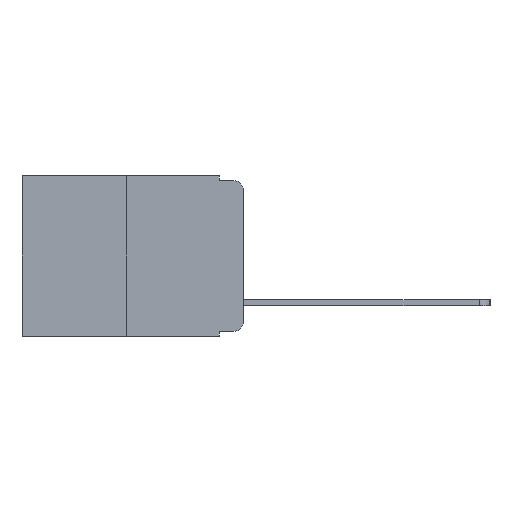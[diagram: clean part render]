
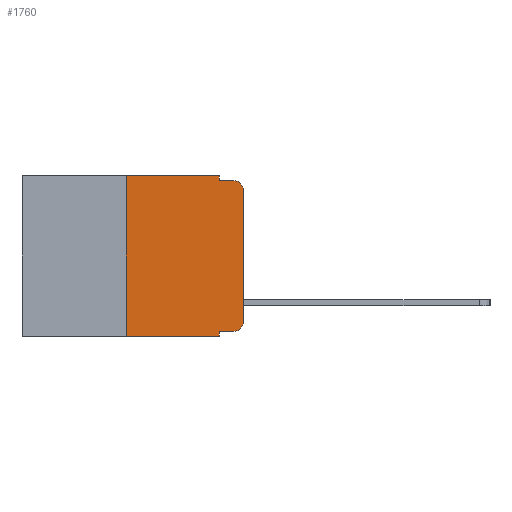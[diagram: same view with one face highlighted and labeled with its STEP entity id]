
A CAD part, left-side view. The second image highlights one B-rep face of the part: STEP entity #1760.
In plain terms, the highlighted planar face has unit normal (-1, 0, 0).
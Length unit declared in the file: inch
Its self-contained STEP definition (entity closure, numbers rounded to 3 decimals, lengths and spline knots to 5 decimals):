
#829 = ORIENTED_EDGE ( 'NONE', *, *, #11892, .T. ) ;
#1021 = CARTESIAN_POINT ( 'NONE',  ( 0., 0., -0.03 ) ) ;
#1278 = CARTESIAN_POINT ( 'NONE',  ( 0., 0.02, -0.333 ) ) ;
#1517 = VECTOR ( 'NONE', #8061, 39.37008 ) ;
#1649 = CIRCLE ( 'NONE', #2190, 0.02 ) ;
#1666 = AXIS2_PLACEMENT_3D ( 'NONE', #12286, #7244, #3932 ) ;
#1699 = CARTESIAN_POINT ( 'NONE',  ( 0., 0.051, -0.01 ) ) ;
#1760 = ADVANCED_FACE ( 'NONE', ( #12519 ), #4419, .F. ) ;
#2049 = LINE ( 'NONE', #5995, #9891 ) ;
#2182 = CARTESIAN_POINT ( 'NONE',  ( 0., 0.25, -0.343 ) ) ;
#2190 = AXIS2_PLACEMENT_3D ( 'NONE', #3613, #11011, #4660 ) ;
#2244 = LINE ( 'NONE', #2583, #13159 ) ;
#2583 = CARTESIAN_POINT ( 'NONE',  ( 0., 0.051, 0. ) ) ;
#2697 = AXIS2_PLACEMENT_3D ( 'NONE', #4106, #3642, #4075 ) ;
#2728 = EDGE_CURVE ( 'NONE', #8337, #11540, #11206, .T. ) ;
#3032 = CARTESIAN_POINT ( 'NONE',  ( 0., 0.051, 0. ) ) ;
#3142 = VERTEX_POINT ( 'NONE', #8818 ) ;
#3613 = CARTESIAN_POINT ( 'NONE',  ( 0., 0.02, -0.03 ) ) ;
#3642 = DIRECTION ( 'NONE',  ( -1., 0., 0. ) ) ;
#3932 = DIRECTION ( 'NONE',  ( 0., 0., -1. ) ) ;
#4041 = ORIENTED_EDGE ( 'NONE', *, *, #8120, .F. ) ;
#4075 = DIRECTION ( 'NONE',  ( 0., 0., -1. ) ) ;
#4092 = DIRECTION ( 'NONE',  ( 0., 0., -1. ) ) ;
#4106 = CARTESIAN_POINT ( 'NONE',  ( 0., 0.02, -0.313 ) ) ;
#4292 = EDGE_CURVE ( 'NONE', #3142, #8337, #8112, .T. ) ;
#4338 = LINE ( 'NONE', #4777, #1517 ) ;
#4409 = CARTESIAN_POINT ( 'NONE',  ( 0., 0.051, -0.333 ) ) ;
#4419 = PLANE ( 'NONE',  #1666 ) ;
#4660 = DIRECTION ( 'NONE',  ( 0., 0., -1. ) ) ;
#4777 = CARTESIAN_POINT ( 'NONE',  ( 0., 0.25, 0. ) ) ;
#4815 = CARTESIAN_POINT ( 'NONE',  ( 0., 0., -0.313 ) ) ;
#5012 = EDGE_CURVE ( 'NONE', #10983, #8335, #4338, .T. ) ;
#5027 = ORIENTED_EDGE ( 'NONE', *, *, #7280, .T. ) ;
#5321 = VECTOR ( 'NONE', #9920, 39.37008 ) ;
#5416 = VERTEX_POINT ( 'NONE', #9669 ) ;
#5540 = CARTESIAN_POINT ( 'NONE',  ( 0., 0.25, 0. ) ) ;
#5681 = LINE ( 'NONE', #8873, #5321 ) ;
#5881 = VECTOR ( 'NONE', #6502, 39.37008 ) ;
#5995 = CARTESIAN_POINT ( 'NONE',  ( 0., 0., 0. ) ) ;
#6433 = VERTEX_POINT ( 'NONE', #1021 ) ;
#6443 = CARTESIAN_POINT ( 'NONE',  ( 0., 0.051, -0.01 ) ) ;
#6502 = DIRECTION ( 'NONE',  ( 0., -1., 0. ) ) ;
#7076 = DIRECTION ( 'NONE',  ( 0., 0., 1. ) ) ;
#7244 = DIRECTION ( 'NONE',  ( 1., 0., 0. ) ) ;
#7280 = EDGE_CURVE ( 'NONE', #6433, #13706, #1649, .T. ) ;
#7323 = VECTOR ( 'NONE', #4092, 39.37008 ) ;
#7669 = LINE ( 'NONE', #3032, #7323 ) ;
#8061 = DIRECTION ( 'NONE',  ( 0., 0., 1. ) ) ;
#8097 = ORIENTED_EDGE ( 'NONE', *, *, #12584, .F. ) ;
#8112 = LINE ( 'NONE', #4409, #10538 ) ;
#8120 = EDGE_CURVE ( 'NONE', #3142, #5416, #7669, .T. ) ;
#8266 = VERTEX_POINT ( 'NONE', #8641 ) ;
#8335 = VERTEX_POINT ( 'NONE', #5540 ) ;
#8337 = VERTEX_POINT ( 'NONE', #1278 ) ;
#8417 = ORIENTED_EDGE ( 'NONE', *, *, #5012, .F. ) ;
#8641 = CARTESIAN_POINT ( 'NONE',  ( 0., 0.051, 0. ) ) ;
#8818 = CARTESIAN_POINT ( 'NONE',  ( 0., 0.051, -0.333 ) ) ;
#8873 = CARTESIAN_POINT ( 'NONE',  ( 0., 0.473, 0. ) ) ;
#8882 = EDGE_CURVE ( 'NONE', #8266, #12399, #2244, .T. ) ;
#9028 = DIRECTION ( 'NONE',  ( 0., 0., -1. ) ) ;
#9163 = DIRECTION ( 'NONE',  ( 0., -1., 0. ) ) ;
#9223 = ORIENTED_EDGE ( 'NONE', *, *, #10674, .F. ) ;
#9381 = ORIENTED_EDGE ( 'NONE', *, *, #10698, .T. ) ;
#9548 = ORIENTED_EDGE ( 'NONE', *, *, #8882, .F. ) ;
#9669 = CARTESIAN_POINT ( 'NONE',  ( 0., 0.051, -0.343 ) ) ;
#9702 = CARTESIAN_POINT ( 'NONE',  ( 0., 0.473, -0.343 ) ) ;
#9891 = VECTOR ( 'NONE', #7076, 39.37008 ) ;
#9920 = DIRECTION ( 'NONE',  ( 0., -1., 0. ) ) ;
#10532 = LINE ( 'NONE', #1699, #13604 ) ;
#10538 = VECTOR ( 'NONE', #12849, 39.37008 ) ;
#10674 = EDGE_CURVE ( 'NONE', #12399, #13706, #10532, .T. ) ;
#10698 = EDGE_CURVE ( 'NONE', #11540, #6433, #2049, .T. ) ;
#10983 = VERTEX_POINT ( 'NONE', #2182 ) ;
#11011 = DIRECTION ( 'NONE',  ( -1., 0., 0. ) ) ;
#11206 = CIRCLE ( 'NONE', #2697, 0.02 ) ;
#11458 = LINE ( 'NONE', #9702, #5881 ) ;
#11484 = EDGE_LOOP ( 'NONE', ( #9381, #5027, #9223, #9548, #8097, #8417, #829, #4041, #13116, #13443 ) ) ;
#11540 = VERTEX_POINT ( 'NONE', #4815 ) ;
#11892 = EDGE_CURVE ( 'NONE', #10983, #5416, #11458, .T. ) ;
#12286 = CARTESIAN_POINT ( 'NONE',  ( 0., 0.473, 0. ) ) ;
#12399 = VERTEX_POINT ( 'NONE', #6443 ) ;
#12519 = FACE_OUTER_BOUND ( 'NONE', #11484, .T. ) ;
#12584 = EDGE_CURVE ( 'NONE', #8335, #8266, #5681, .T. ) ;
#12809 = CARTESIAN_POINT ( 'NONE',  ( 0., 0.02, -0.01 ) ) ;
#12849 = DIRECTION ( 'NONE',  ( 0., -1., 0. ) ) ;
#13116 = ORIENTED_EDGE ( 'NONE', *, *, #4292, .T. ) ;
#13159 = VECTOR ( 'NONE', #9028, 39.37008 ) ;
#13443 = ORIENTED_EDGE ( 'NONE', *, *, #2728, .T. ) ;
#13604 = VECTOR ( 'NONE', #9163, 39.37008 ) ;
#13706 = VERTEX_POINT ( 'NONE', #12809 ) ;
